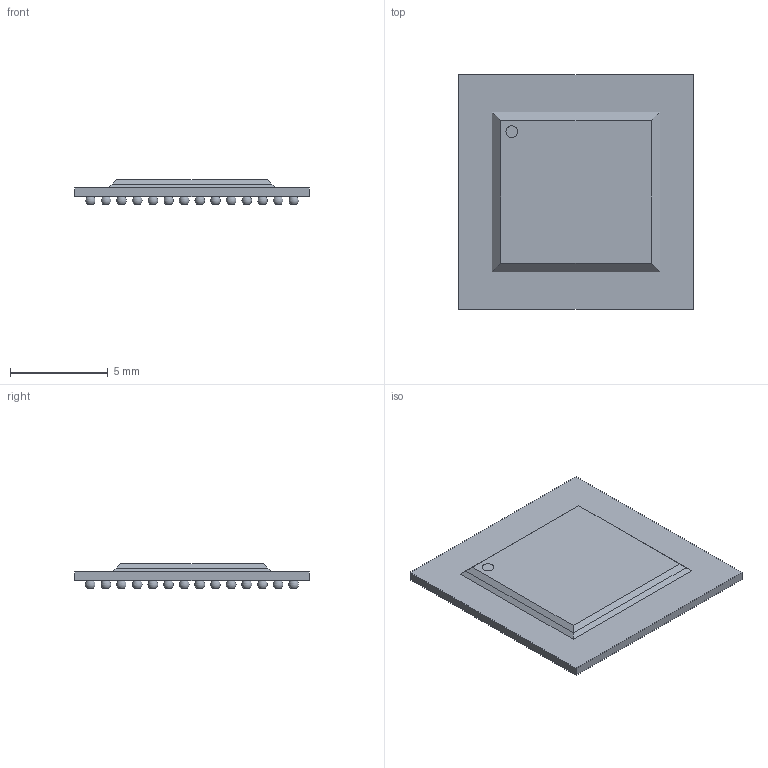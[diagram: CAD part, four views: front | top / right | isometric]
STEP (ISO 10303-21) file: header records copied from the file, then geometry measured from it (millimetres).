
FILE_DESCRIPTION(/* description */ (''),/* implementation_level */ '2;1');
FILE_NAME(/* name */ 'BGA196C80P14X14_1200X1200X127.stp',/* time_stamp */ '2017-08-28T14:18:48+02:00',/* author */ ('jchouvet'),/* organization */ (''),/* preprocessor_version */ 'ST-DEVELOPER v16.1',/* originating_system */ 'AutoCAD Mechanical',/* authorisation */ '');
FILE_SCHEMA (('AUTOMOTIVE_DESIGN { 1 0 10303 214 3 1 1 }'));
Length unit declared in the file: millimetre
Products named in the file (1): Product
Bounding box: 12 x 12 x 1.27 mm (x, y, z)
Volume: 115.2 mm3; surface area: 739.3 mm2
Topology: 200 solids, 200 shells, 615 faces, 835 edges, 621 vertices
Faces by surface type: plane 417, sphere 196, cylinder 2
Full cylindrical faces by diameter (mm): 0.6 x2
Entity records: 10309 total; most frequent: DIRECTION 2068, CARTESIAN_POINT 1485, AXIS2_PLACEMENT_3D 1012, ORIENTED_EDGE 880, EDGE_LOOP 814, FACE_OUTER_BOUND 615, ADVANCED_FACE 615, EDGE_CURVE 440
